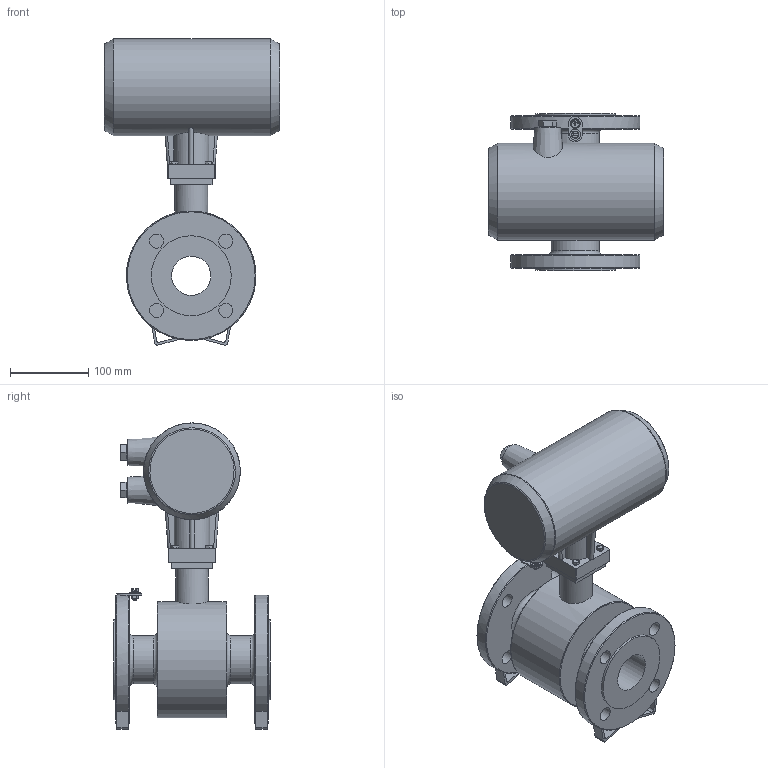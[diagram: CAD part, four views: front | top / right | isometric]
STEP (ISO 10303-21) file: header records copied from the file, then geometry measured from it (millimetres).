
FILE_DESCRIPTION(/* description */ (''),/* implementation_level */ '2;1');
FILE_NAME(/* name */ 'Flowmeter DN50 PN16-25 Compact.step',/* time_stamp */ '2023-10-05T17:22:09+03:00',/* author */ (''),/* organization */ (''),/* preprocessor_version */ 'ST-DEVELOPER v20',/* originating_system */ 'Autodesk Translation Framework v12.14.0.127',/* authorisation */ '');
FILE_SCHEMA (('AUTOMOTIVE_DESIGN { 1 0 10303 214 3 1 1 }'));
Length unit declared in the file: millimetre
Products named in the file (3): (Unsaved); Flowmeter v11; A_Compact_version
Assembly tree (2 placements, depth 3):
  (Unsaved)
    Flowmeter v11
      A_Compact_version
Bounding box: 224 x 200 x 390.49 mm (x, y, z)
Volume: 4953798.4 mm3; surface area: 373278.4 mm2
Topology: 1 solids, 6 shells, 630 faces, 1586 edges, 1018 vertices
Faces by surface type: plane 221, bspline 157, cylinder 149, cone 89, torus 14
Full cylindrical faces by diameter (mm): 3.332 x2, 3.961 x9, 4.234 x4, 5 x11, 5.5 x1, 6.5 x4, 8 x2, 10.394 x1, 12.394 x1, 14 x1, 17 x2, 18 x8, 18.137 x10, 18.631 x12, 29 x1, 42 x2, 50 x1, 61.5 x2, 72 x1, 102 x2, 110 x2, 113 x2, 123.5 x1, 148 x1
Entity records: 54930 total; most frequent: CARTESIAN_POINT 40807, ORIENTED_EDGE 3174, DIRECTION 2302, EDGE_CURVE 1587, VERTEX_POINT 1018, AXIS2_PLACEMENT_3D 851, EDGE_LOOP 731, FACE_OUTER_BOUND 630
